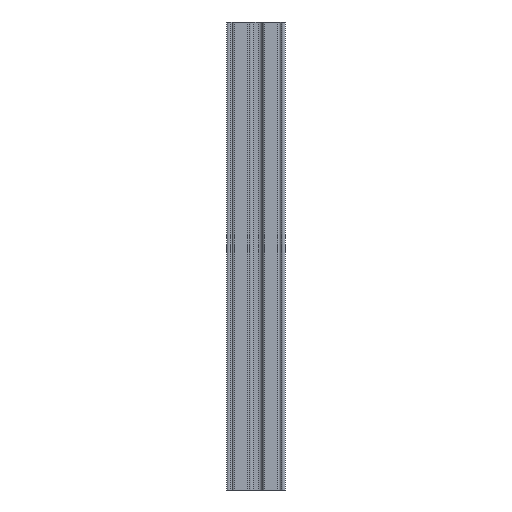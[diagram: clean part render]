
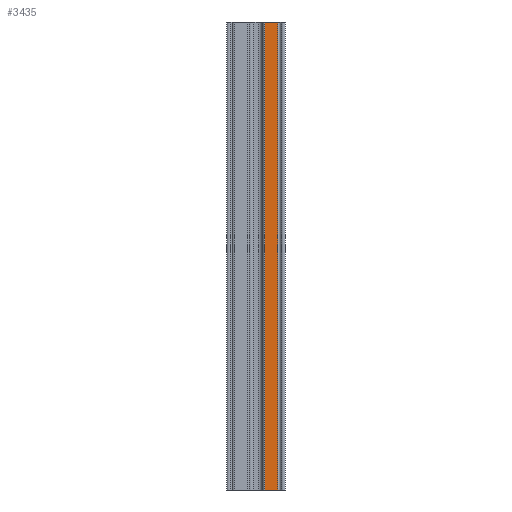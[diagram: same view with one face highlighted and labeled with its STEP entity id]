
A CAD part, front view. The second image highlights one B-rep face of the part: STEP entity #3435.
In plain terms, the highlighted planar face has unit normal (0, -1, 0).
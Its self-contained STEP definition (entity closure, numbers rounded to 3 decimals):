
#74 = ORIENTED_EDGE ( 'NONE', *, *, #2033, .T. ) ;
#393 = CARTESIAN_POINT ( 'NONE',  ( 5.586, -7.5, 105. ) ) ;
#419 = EDGE_LOOP ( 'NONE', ( #1026, #1435, #74, #4132 ) ) ;
#596 = DIRECTION ( 'NONE',  ( 1., 0., 0. ) ) ;
#617 = DIRECTION ( 'NONE',  ( 0., 0., 1. ) ) ;
#796 = VECTOR ( 'NONE', #4045, 1000. ) ;
#1026 = ORIENTED_EDGE ( 'NONE', *, *, #2853, .F. ) ;
#1087 = PLANE ( 'NONE',  #2260 ) ;
#1090 = CARTESIAN_POINT ( 'NONE',  ( 2.25, -7.5, 225. ) ) ;
#1299 = LINE ( 'NONE', #2298, #3594 ) ;
#1435 = ORIENTED_EDGE ( 'NONE', *, *, #3860, .F. ) ;
#1598 = CARTESIAN_POINT ( 'NONE',  ( 5.586, -7.5, 225. ) ) ;
#1658 = LINE ( 'NONE', #3993, #3782 ) ;
#1691 = CARTESIAN_POINT ( 'NONE',  ( 2.25, -7.5, 105. ) ) ;
#1837 = VECTOR ( 'NONE', #596, 1000. ) ;
#2033 = EDGE_CURVE ( 'NONE', #3765, #4283, #1658, .T. ) ;
#2260 = AXIS2_PLACEMENT_3D ( 'NONE', #1691, #2356, #2419 ) ;
#2298 = CARTESIAN_POINT ( 'NONE',  ( 5.586, -7.5, 105. ) ) ;
#2332 = LINE ( 'NONE', #2681, #796 ) ;
#2356 = DIRECTION ( 'NONE',  ( 0., -1., 0. ) ) ;
#2394 = CARTESIAN_POINT ( 'NONE',  ( 2.25, -7.5, 105. ) ) ;
#2419 = DIRECTION ( 'NONE',  ( 1., 0., 0. ) ) ;
#2567 = CARTESIAN_POINT ( 'NONE',  ( 2.25, -7.5, 225. ) ) ;
#2681 = CARTESIAN_POINT ( 'NONE',  ( 2.25, -7.5, 105. ) ) ;
#2853 = EDGE_CURVE ( 'NONE', #3108, #2903, #3949, .T. ) ;
#2882 = EDGE_CURVE ( 'NONE', #4283, #2903, #1299, .T. ) ;
#2903 = VERTEX_POINT ( 'NONE', #1598 ) ;
#3108 = VERTEX_POINT ( 'NONE', #1090 ) ;
#3428 = FACE_OUTER_BOUND ( 'NONE', #419, .T. ) ;
#3435 = ADVANCED_FACE ( 'NONE', ( #3428 ), #1087, .T. ) ;
#3594 = VECTOR ( 'NONE', #617, 1000. ) ;
#3765 = VERTEX_POINT ( 'NONE', #2394 ) ;
#3782 = VECTOR ( 'NONE', #4321, 1000. ) ;
#3860 = EDGE_CURVE ( 'NONE', #3765, #3108, #2332, .T. ) ;
#3949 = LINE ( 'NONE', #2567, #1837 ) ;
#3993 = CARTESIAN_POINT ( 'NONE',  ( 2.25, -7.5, 105. ) ) ;
#4045 = DIRECTION ( 'NONE',  ( 0., 0., 1. ) ) ;
#4132 = ORIENTED_EDGE ( 'NONE', *, *, #2882, .T. ) ;
#4283 = VERTEX_POINT ( 'NONE', #393 ) ;
#4321 = DIRECTION ( 'NONE',  ( 1., 0., 0. ) ) ;
